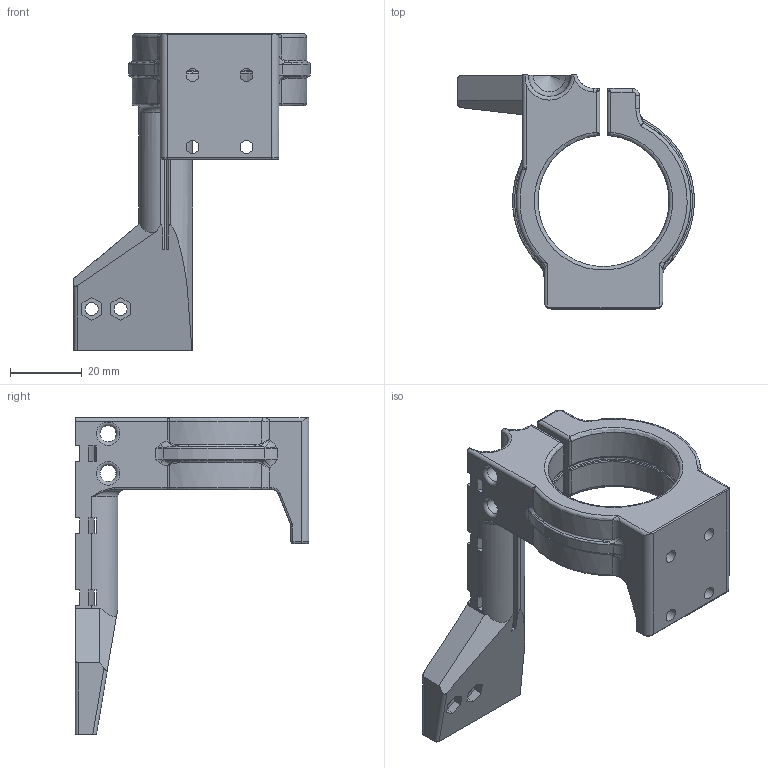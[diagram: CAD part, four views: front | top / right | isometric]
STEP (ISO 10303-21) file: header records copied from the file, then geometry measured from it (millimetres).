
FILE_DESCRIPTION(/* description */ (''),/* implementation_level */ '2;1');
FILE_NAME(/* name */ 'ReplacementExtruderMotorMount.stp',/* time_stamp */ '2015-09-06T12:42:15-04:00',/* author */ ('Justine Haupt'),/* organization */ (''),/* preprocessor_version */ 'ST-DEVELOPER v15.6',/* originating_system */ 'Autodesk Inventor 2015',/* authorisation */ '');
FILE_SCHEMA (('AUTOMOTIVE_DESIGN { 1 0 10303 214 3 1 1 }'));
Length unit declared in the file: millimetre
Products named in the file (1): ReplacementExtruderMotorMount
Bounding box: 65.71 x 65 x 88 mm (x, y, z)
Volume: 38869.5 mm3; surface area: 17152 mm2
Topology: 1 solids, 1 shells, 298 faces, 800 edges, 470 vertices
Faces by surface type: cylinder 104, plane 85, torus 49, bspline 43, sphere 10, cone 7
Full cylindrical faces by diameter (mm): 3.6 x6, 4.5 x4, 6.5 x2
Entity records: 11489 total; most frequent: CARTESIAN_POINT 4407, ORIENTED_EDGE 1506, DIRECTION 1466, EDGE_CURVE 753, AXIS2_PLACEMENT_3D 580, VERTEX_POINT 464, EDGE_LOOP 337, LINE 306
